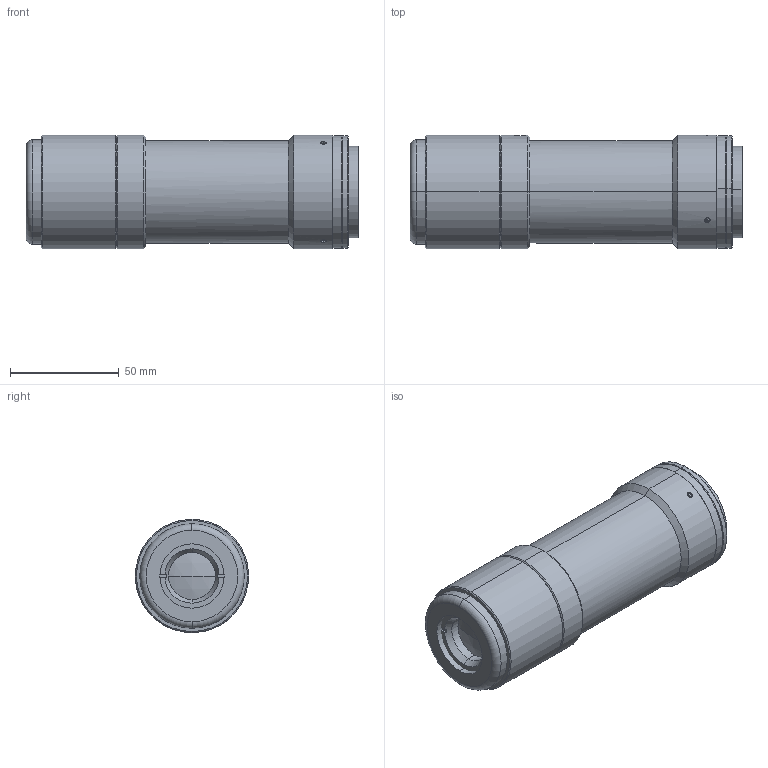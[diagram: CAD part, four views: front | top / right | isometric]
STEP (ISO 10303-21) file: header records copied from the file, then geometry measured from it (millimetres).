
FILE_DESCRIPTION (( 'STEP AP203' ), '1' );
FILE_NAME ('DP31660-A_MC4K075X-J.step', '2022-01-25T08:58:52', ( '' ), ( '' ), 'SwSTEP 2.0', 'SolidWorks 2021', '' );
FILE_SCHEMA (( 'CONFIG_CONTROL_DESIGN' ));
Length unit declared in the file: millimetre
Products named in the file (1): DP31660-A_MC4K075X-J
Bounding box: 152.51 x 52 x 52 mm (x, y, z)
Surface area: 50008.8 mm2 (no closed solid volume)
Topology: 0 solids, 15 shells, 95 faces, 275 edges, 194 vertices
Faces by surface type: cylinder 37, plane 36, cone 18, sphere 2, torus 2
Entity records: 3729 total; most frequent: CARTESIAN_POINT 1134, DIRECTION 556, ORIENTED_EDGE 434, EDGE_CURVE 275, AXIS2_PLACEMENT_3D 214, VERTEX_POINT 194, VECTOR 128, LINE 128
